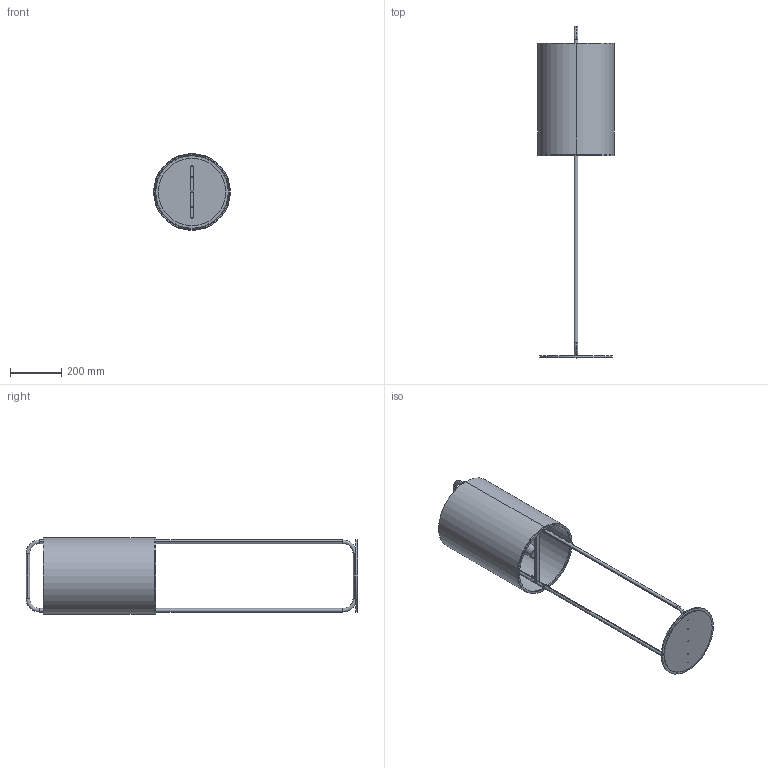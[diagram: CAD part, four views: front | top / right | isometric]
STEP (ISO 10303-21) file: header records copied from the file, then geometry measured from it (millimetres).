
FILE_DESCRIPTION (( 'STEP AP214' ), '1' );
FILE_NAME ('ALISTAIR P.STEP', '2014-08-28T10:21:48', ( '' ), ( '' ), 'SwSTEP 2.0', 'SolidWorks 2010', '' );
FILE_SCHEMA (( 'AUTOMOTIVE_DESIGN' ));
Length unit declared in the file: millimetre
Products named in the file (8): 094.ALISTAIR BASE PIE; 094.ALISTAIR PIE; DISCO SOPORTE CRISTAL GR; 021632000005 - TORNILLO CON POMO GRAFILADO M6X25MM BLANCO; 067600200103 - DIFUS CRISTAL OPAL MATE DIAM.300X435MM ESP.4MM; PROTECTOR DISCO GR; TUBO INFERIOR PIE; ALISTAIR P
Assembly tree (10 placements, depth 2):
  ALISTAIR P
    094.ALISTAIR PIE
    067600200103 - DIFUS CRISTAL OPAL MATE DIAM.300X435MM ESP.4MM
    PROTECTOR DISCO GR
    094.ALISTAIR BASE PIE
    TUBO INFERIOR PIE
    021632000005 - TORNILLO CON POMO GRAFILADO M6X25MM BLANCO  x4
    DISCO SOPORTE CRISTAL GR
Bounding box: 300 x 1299.25 x 300 mm (x, y, z)
Volume: 2362464.4 mm3; surface area: 1355251.3 mm2
Topology: 10 solids, 10 shells, 478 faces, 1363 edges, 898 vertices
Faces by surface type: plane 279, cylinder 167, cone 16, torus 16
Entity records: 8427 total; most frequent: CARTESIAN_POINT 2273, DIRECTION 1253, ORIENTED_EDGE 1226, EDGE_CURVE 613, AXIS2_PLACEMENT_3D 458, VERTEX_POINT 400, VECTOR 337, LINE 337
